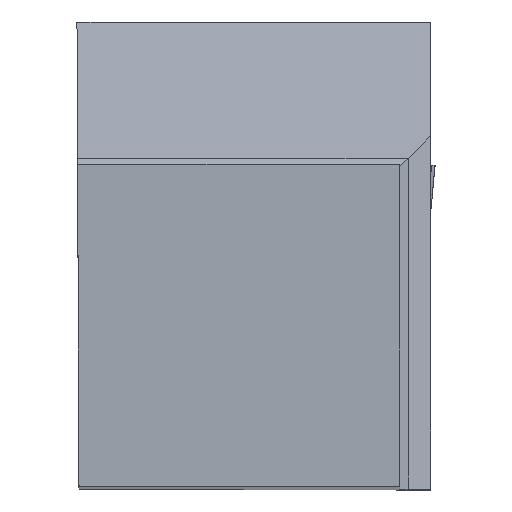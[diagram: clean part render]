
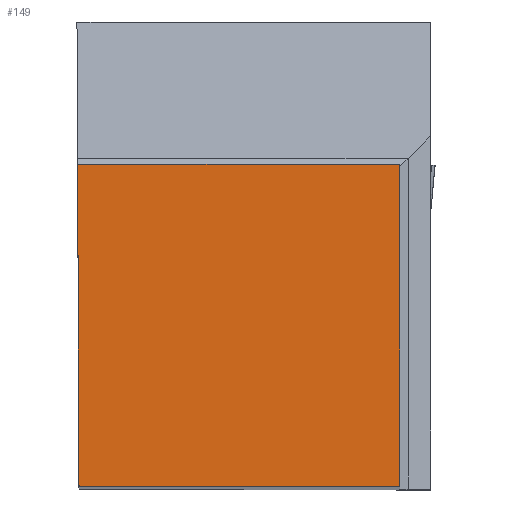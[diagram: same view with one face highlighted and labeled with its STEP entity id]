
A CAD part, top view. The second image highlights one B-rep face of the part: STEP entity #149.
In plain terms, the highlighted planar face has unit normal (0, 0, 1).
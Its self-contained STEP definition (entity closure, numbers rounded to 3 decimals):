
#149=ADVANCED_FACE('BLANK_BOXF006',(#246),#193,.F.);
#193=PLANE('',#1218);
#246=FACE_OUTER_BOUND('',#299,.T.);
#299=EDGE_LOOP('',(#541,#542,#543,#544));
#541=ORIENTED_EDGE('',*,*,#831,.T.);
#542=ORIENTED_EDGE('',*,*,#832,.T.);
#543=ORIENTED_EDGE('',*,*,#827,.T.);
#544=ORIENTED_EDGE('',*,*,#817,.T.);
#687=VERTEX_POINT('',#1925);
#688=VERTEX_POINT('',#1927);
#694=VERTEX_POINT('',#1946);
#697=VERTEX_POINT('',#1954);
#817=EDGE_CURVE('',#688,#687,#938,.T.);
#827=EDGE_CURVE('',#694,#688,#948,.T.);
#831=EDGE_CURVE('',#687,#697,#952,.T.);
#832=EDGE_CURVE('',#697,#694,#953,.T.);
#938=LINE('',#1926,#1063);
#948=LINE('',#1945,#1073);
#952=LINE('',#1953,#1077);
#953=LINE('',#1955,#1078);
#1063=VECTOR('',#1421,1.);
#1073=VECTOR('',#1437,1.);
#1077=VECTOR('',#1443,1.);
#1078=VECTOR('',#1444,1.);
#1218=AXIS2_PLACEMENT_3D('',#1956,#1445,#1446);
#1421=DIRECTION('',(1.,0.,0.));
#1437=DIRECTION('',(0.004,-1.,0.));
#1443=DIRECTION('',(0.,1.,0.));
#1444=DIRECTION('',(-1.,0.,0.));
#1445=DIRECTION('',(0.,0.,-1.));
#1446=DIRECTION('',(0.,-1.,0.));
#1925=CARTESIAN_POINT('',(18.923,0.,0.));
#1926=CARTESIAN_POINT('',(-126.2,0.,0.));
#1927=CARTESIAN_POINT('',(0.083,0.,0.));
#1945=CARTESIAN_POINT('',(-0.468,126.199,0.));
#1946=CARTESIAN_POINT('',(0.,18.923,0.));
#1953=CARTESIAN_POINT('',(18.923,-126.2,0.));
#1954=CARTESIAN_POINT('',(18.923,18.923,0.));
#1955=CARTESIAN_POINT('',(126.2,18.923,0.));
#1956=CARTESIAN_POINT('',(20.756,-5.,0.));
